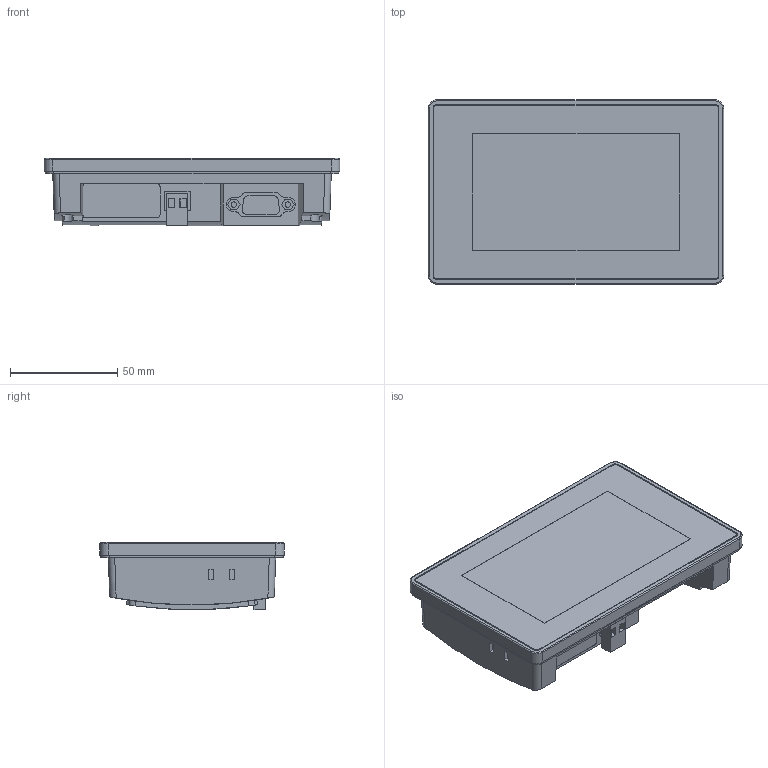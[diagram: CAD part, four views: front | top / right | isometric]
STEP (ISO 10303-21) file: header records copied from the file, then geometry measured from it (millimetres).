
FILE_DESCRIPTION (( 'STEP AP203' ), '1' );
FILE_NAME ('Ïàíåëü îïåðàòîðà EKF PRO-Screen (RSC-4).STEP', '2023-02-15T14:27:05', ( '' ), ( '' ), 'SwSTEP 2.0', 'SolidWorks 2021', '' );
FILE_SCHEMA (( 'CONFIG_CONTROL_DESIGN' ));
Length unit declared in the file: millimetre
Products named in the file (1): Ïàíåëü îïåðàòîðà EKF PRO-Screen (RSC-4)
Bounding box: 137.7 x 85.9 x 31.3 mm (x, y, z)
Volume: 274799.5 mm3; surface area: 43683.9 mm2
Topology: 7 solids, 7 shells, 294 faces, 764 edges, 506 vertices
Faces by surface type: plane 216, cylinder 66, cone 8, torus 4
Entity records: 9311 total; most frequent: CARTESIAN_POINT 2050, ORIENTED_EDGE 1528, DIRECTION 1409, EDGE_CURVE 764, LINE 579, VECTOR 579, VERTEX_POINT 506, AXIS2_PLACEMENT_3D 415
